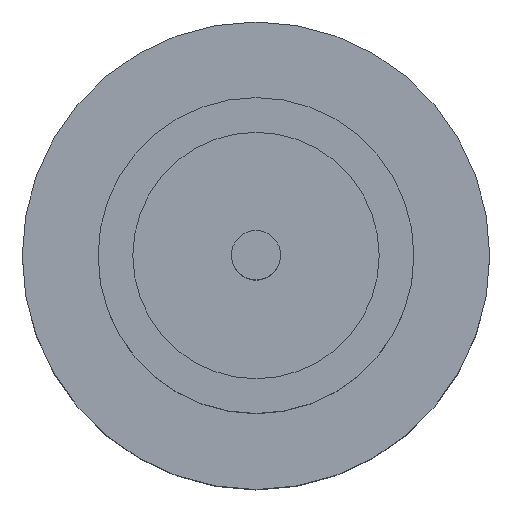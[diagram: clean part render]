
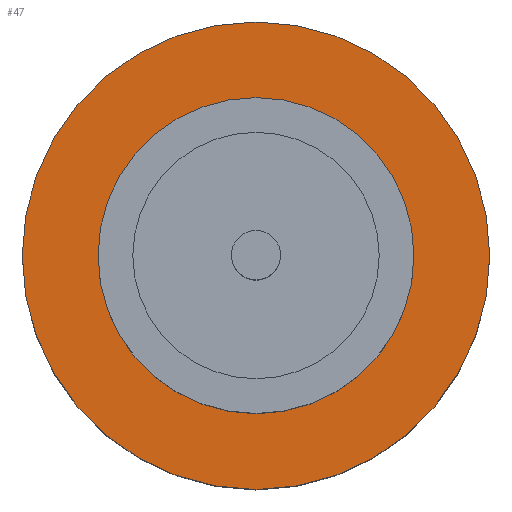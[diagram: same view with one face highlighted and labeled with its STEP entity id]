
A CAD part, top view. The second image highlights one B-rep face of the part: STEP entity #47.
In plain terms, the highlighted planar face has unit normal (0, 0, 1).
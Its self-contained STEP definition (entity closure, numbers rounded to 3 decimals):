
#9 = DIRECTION ( 'NONE',  ( 1., 0., 0. ) ) ;
#47 = ADVANCED_FACE ( 'NONE', ( #741, #753 ), #362, .T. ) ;
#67 = EDGE_LOOP ( 'NONE', ( #194, #587 ) ) ;
#112 = AXIS2_PLACEMENT_3D ( 'NONE', #482, #720, #258 ) ;
#118 = CARTESIAN_POINT ( 'NONE',  ( 0., 0., 1.55 ) ) ;
#157 = CARTESIAN_POINT ( 'NONE',  ( -1.85, 0., 1.55 ) ) ;
#175 = AXIS2_PLACEMENT_3D ( 'NONE', #118, #531, #9 ) ;
#181 = DIRECTION ( 'NONE',  ( 1., 0., 0. ) ) ;
#187 = CIRCLE ( 'NONE', #175, 1.85 ) ;
#194 = ORIENTED_EDGE ( 'NONE', *, *, #557, .T. ) ;
#224 = EDGE_LOOP ( 'NONE', ( #534, #285 ) ) ;
#258 = DIRECTION ( 'NONE',  ( 1., 0., 0. ) ) ;
#274 = VERTEX_POINT ( 'NONE', #157 ) ;
#285 = ORIENTED_EDGE ( 'NONE', *, *, #608, .F. ) ;
#293 = AXIS2_PLACEMENT_3D ( 'NONE', #470, #472, #181 ) ;
#326 = CARTESIAN_POINT ( 'NONE',  ( -1.25, 0., 1.55 ) ) ;
#356 = CARTESIAN_POINT ( 'NONE',  ( 1.85, 0., 1.55 ) ) ;
#359 = CIRCLE ( 'NONE', #454, 1.85 ) ;
#362 = PLANE ( 'NONE',  #293 ) ;
#364 = DIRECTION ( 'NONE',  ( 0., 0., 1. ) ) ;
#420 = CIRCLE ( 'NONE', #112, 1.25 ) ;
#445 = VERTEX_POINT ( 'NONE', #515 ) ;
#454 = AXIS2_PLACEMENT_3D ( 'NONE', #714, #364, #645 ) ;
#455 = VERTEX_POINT ( 'NONE', #356 ) ;
#470 = CARTESIAN_POINT ( 'NONE',  ( 0., 0., 1.55 ) ) ;
#472 = DIRECTION ( 'NONE',  ( 0., 0., 1. ) ) ;
#480 = EDGE_CURVE ( 'NONE', #455, #274, #187, .T. ) ;
#482 = CARTESIAN_POINT ( 'NONE',  ( 0., 0., 1.55 ) ) ;
#487 = DIRECTION ( 'NONE',  ( 0., 0., 1. ) ) ;
#494 = DIRECTION ( 'NONE',  ( 1., 0., 0. ) ) ;
#515 = CARTESIAN_POINT ( 'NONE',  ( 1.25, 0., 1.55 ) ) ;
#531 = DIRECTION ( 'NONE',  ( 0., 0., 1. ) ) ;
#533 = AXIS2_PLACEMENT_3D ( 'NONE', #723, #487, #494 ) ;
#534 = ORIENTED_EDGE ( 'NONE', *, *, #701, .F. ) ;
#557 = EDGE_CURVE ( 'NONE', #274, #455, #359, .T. ) ;
#587 = ORIENTED_EDGE ( 'NONE', *, *, #480, .T. ) ;
#608 = EDGE_CURVE ( 'NONE', #665, #445, #420, .T. ) ;
#645 = DIRECTION ( 'NONE',  ( 1., 0., 0. ) ) ;
#656 = CIRCLE ( 'NONE', #533, 1.25 ) ;
#665 = VERTEX_POINT ( 'NONE', #326 ) ;
#701 = EDGE_CURVE ( 'NONE', #445, #665, #656, .T. ) ;
#714 = CARTESIAN_POINT ( 'NONE',  ( 0., 0., 1.55 ) ) ;
#720 = DIRECTION ( 'NONE',  ( 0., 0., 1. ) ) ;
#723 = CARTESIAN_POINT ( 'NONE',  ( 0., 0., 1.55 ) ) ;
#741 = FACE_BOUND ( 'NONE', #224, .T. ) ;
#753 = FACE_OUTER_BOUND ( 'NONE', #67, .T. ) ;
